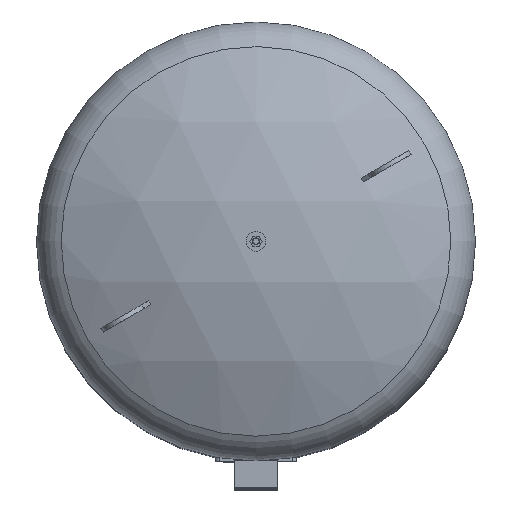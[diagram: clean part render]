
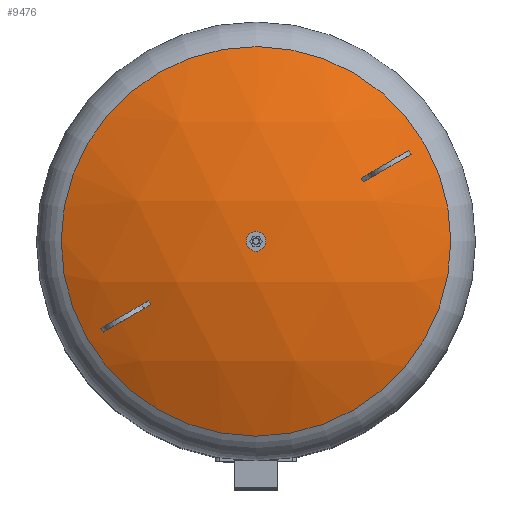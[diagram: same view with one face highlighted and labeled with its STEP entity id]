
A CAD part, top view. The second image highlights one B-rep face of the part: STEP entity #9476.
In plain terms, the highlighted spherical face has radius 1006 mm.
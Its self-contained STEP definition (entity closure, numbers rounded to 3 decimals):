
#19=SPHERICAL_SURFACE('',#10154,1006.);
#637=CIRCLE('',#10153,443.778);
#1078=FACE_OUTER_BOUND('',#1724,.T.);
#1724=EDGE_LOOP('',(#6614));
#4346=VERTEX_POINT('',#14256);
#5294=EDGE_CURVE('',#4346,#4346,#637,.T.);
#6614=ORIENTED_EDGE('',*,*,#5294,.F.);
#9476=ADVANCED_FACE('',(#1078),#19,.T.);
#10153=AXIS2_PLACEMENT_3D('',#14257,#11301,#11302);
#10154=AXIS2_PLACEMENT_3D('',#14258,#11303,#11304);
#11301=DIRECTION('center_axis',(0.,0.,
-1.));
#11302=DIRECTION('ref_axis',(1.,0.,0.));
#11303=DIRECTION('center_axis',(0.,-1.,0.));
#11304=DIRECTION('ref_axis',(-1.,0.,0.));
#14256=CARTESIAN_POINT('',(385.814,219.286,1864.827));
#14257=CARTESIAN_POINT('Origin',(0.,0.,
1864.827));
#14258=CARTESIAN_POINT('Origin',(0.,0.,
962.));
